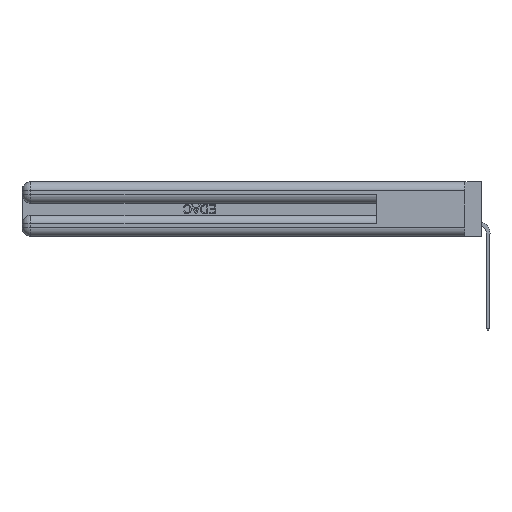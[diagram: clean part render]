
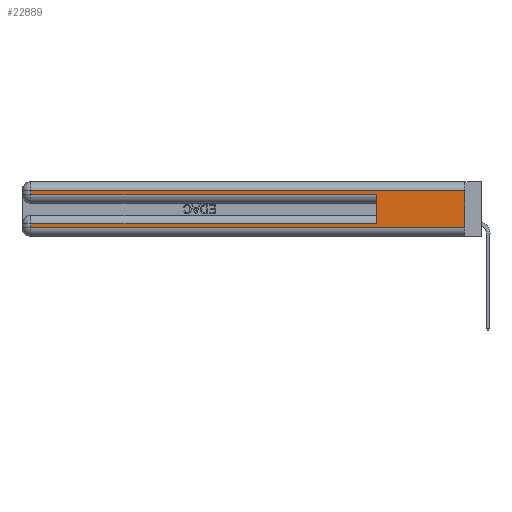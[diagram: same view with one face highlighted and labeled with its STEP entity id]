
A CAD part, left-side view. The second image highlights one B-rep face of the part: STEP entity #22889.
In plain terms, the highlighted planar face has unit normal (-1, 0, 0).
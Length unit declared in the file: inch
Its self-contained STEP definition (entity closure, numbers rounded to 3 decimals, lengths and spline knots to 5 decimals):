
#44 = EDGE_CURVE ( 'NONE', #32246, #6955, #31960, .T. ) ;
#432 = LINE ( 'NONE', #13459, #31519 ) ;
#730 = EDGE_CURVE ( 'NONE', #38738, #36831, #16918, .T. ) ;
#1610 = VERTEX_POINT ( 'NONE', #2844 ) ;
#1827 = CARTESIAN_POINT ( 'NONE',  ( 0., 0.6, 0.285 ) ) ;
#1889 = EDGE_CURVE ( 'NONE', #18026, #14436, #36937, .T. ) ;
#2570 = DIRECTION ( 'NONE',  ( 0., 0., -1. ) ) ;
#2639 = FACE_OUTER_BOUND ( 'NONE', #33068, .T. ) ;
#2844 = CARTESIAN_POINT ( 'NONE',  ( 0., 2.94, 0.06 ) ) ;
#3120 = CARTESIAN_POINT ( 'NONE',  ( 0., 0., 0.06 ) ) ;
#4798 = VECTOR ( 'NONE', #5912, 39.37008 ) ;
#4983 = DIRECTION ( 'NONE',  ( 0., 0., -1. ) ) ;
#5048 = CARTESIAN_POINT ( 'NONE',  ( 0., 0., 0.31 ) ) ;
#5269 = DIRECTION ( 'NONE',  ( 0., 0., -1. ) ) ;
#5912 = DIRECTION ( 'NONE',  ( 0., -1., 0. ) ) ;
#6658 = LINE ( 'NONE', #19212, #15822 ) ;
#6868 = DIRECTION ( 'NONE',  ( 0., -1., 0. ) ) ;
#6955 = VERTEX_POINT ( 'NONE', #34437 ) ;
#8407 = DIRECTION ( 'NONE',  ( 0., 0., 1. ) ) ;
#10086 = LINE ( 'NONE', #17578, #19377 ) ;
#10929 = VECTOR ( 'NONE', #8407, 39.37008 ) ;
#11316 = EDGE_CURVE ( 'NONE', #18026, #20654, #432, .T. ) ;
#12041 = ORIENTED_EDGE ( 'NONE', *, *, #11316, .F. ) ;
#12708 = ORIENTED_EDGE ( 'NONE', *, *, #1889, .T. ) ;
#13150 = CARTESIAN_POINT ( 'NONE',  ( 0., 0., 0.31 ) ) ;
#13459 = CARTESIAN_POINT ( 'NONE',  ( 0., 0., 0.37 ) ) ;
#14436 = VERTEX_POINT ( 'NONE', #16669 ) ;
#14731 = DIRECTION ( 'NONE',  ( 1., 0., 0. ) ) ;
#15028 = VECTOR ( 'NONE', #5269, 39.37008 ) ;
#15473 = VECTOR ( 'NONE', #16728, 39.37008 ) ;
#15822 = VECTOR ( 'NONE', #6868, 39.37008 ) ;
#16136 = CARTESIAN_POINT ( 'NONE',  ( 0., 0.6, 0.085 ) ) ;
#16669 = CARTESIAN_POINT ( 'NONE',  ( 0., 2.94, 0.31 ) ) ;
#16728 = DIRECTION ( 'NONE',  ( 0., 1., 0. ) ) ;
#16918 = LINE ( 'NONE', #30940, #4798 ) ;
#17578 = CARTESIAN_POINT ( 'NONE',  ( 0., 2.94, 0.37 ) ) ;
#17778 = DIRECTION ( 'NONE',  ( 0., 1., 0. ) ) ;
#18026 = VERTEX_POINT ( 'NONE', #13150 ) ;
#19212 = CARTESIAN_POINT ( 'NONE',  ( 0., 0., 0.06 ) ) ;
#19377 = VECTOR ( 'NONE', #4983, 39.37008 ) ;
#20654 = VERTEX_POINT ( 'NONE', #3120 ) ;
#20875 = EDGE_CURVE ( 'NONE', #1610, #20654, #6658, .T. ) ;
#21091 = CARTESIAN_POINT ( 'NONE',  ( 0., 0.6, 0.145 ) ) ;
#21933 = EDGE_CURVE ( 'NONE', #32246, #36831, #39530, .T. ) ;
#22889 = ADVANCED_FACE ( 'NONE', ( #2639 ), #30213, .F. ) ;
#25869 = DIRECTION ( 'NONE',  ( 0., 0., -1. ) ) ;
#26774 = ORIENTED_EDGE ( 'NONE', *, *, #44, .T. ) ;
#27059 = AXIS2_PLACEMENT_3D ( 'NONE', #36564, #14731, #2570 ) ;
#29285 = ORIENTED_EDGE ( 'NONE', *, *, #20875, .T. ) ;
#30213 = PLANE ( 'NONE',  #27059 ) ;
#30940 = CARTESIAN_POINT ( 'NONE',  ( 0., 0., 0.285 ) ) ;
#31280 = EDGE_CURVE ( 'NONE', #6955, #1610, #38252, .T. ) ;
#31303 = ORIENTED_EDGE ( 'NONE', *, *, #31280, .T. ) ;
#31519 = VECTOR ( 'NONE', #25869, 39.37008 ) ;
#31960 = LINE ( 'NONE', #38501, #15473 ) ;
#32246 = VERTEX_POINT ( 'NONE', #16136 ) ;
#32663 = ORIENTED_EDGE ( 'NONE', *, *, #21933, .F. ) ;
#33068 = EDGE_LOOP ( 'NONE', ( #12041, #12708, #37179, #37576, #32663, #26774, #31303, #29285 ) ) ;
#33070 = VECTOR ( 'NONE', #17778, 39.37008 ) ;
#33168 = CARTESIAN_POINT ( 'NONE',  ( 0., 2.94, 0.37 ) ) ;
#33638 = EDGE_CURVE ( 'NONE', #14436, #38738, #10086, .T. ) ;
#34437 = CARTESIAN_POINT ( 'NONE',  ( 0., 2.94, 0.085 ) ) ;
#35416 = CARTESIAN_POINT ( 'NONE',  ( 0., 2.94, 0.285 ) ) ;
#36564 = CARTESIAN_POINT ( 'NONE',  ( 0., 0., 0.37 ) ) ;
#36831 = VERTEX_POINT ( 'NONE', #1827 ) ;
#36937 = LINE ( 'NONE', #5048, #33070 ) ;
#37179 = ORIENTED_EDGE ( 'NONE', *, *, #33638, .T. ) ;
#37576 = ORIENTED_EDGE ( 'NONE', *, *, #730, .T. ) ;
#38252 = LINE ( 'NONE', #33168, #15028 ) ;
#38501 = CARTESIAN_POINT ( 'NONE',  ( 0., 0., 0.085 ) ) ;
#38738 = VERTEX_POINT ( 'NONE', #35416 ) ;
#39530 = LINE ( 'NONE', #21091, #10929 ) ;
